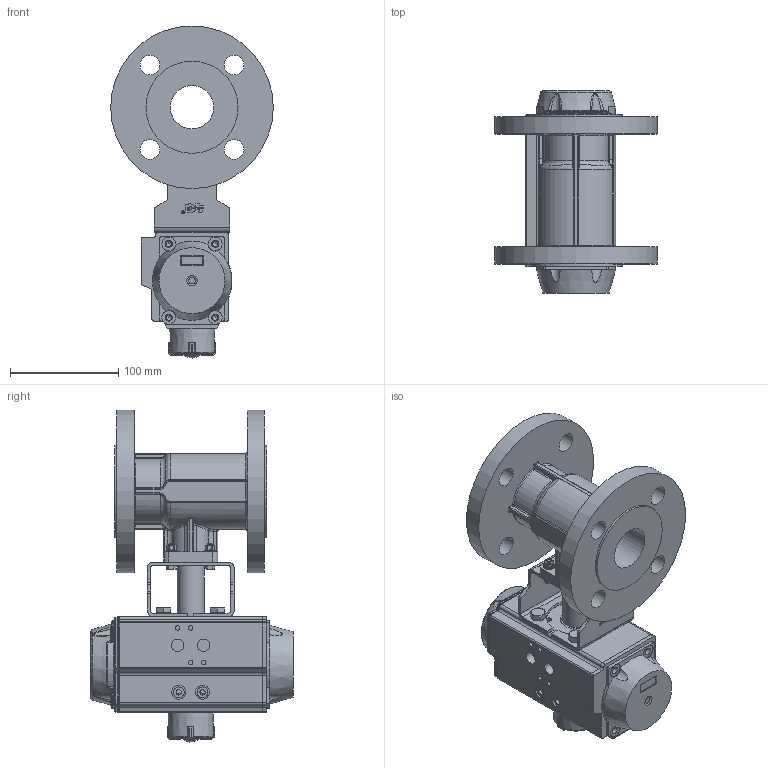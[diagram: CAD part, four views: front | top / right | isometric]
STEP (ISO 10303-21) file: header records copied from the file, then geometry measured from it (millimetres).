
FILE_DESCRIPTION(/* description */ ('Unknown'),/* implementation_level */ '2;1');
FILE_NAME(/* name */ 'PD030909-08',/* time_stamp */ '2025-02-06T09:40:54+01:00',/* author */ ('Unknown'),/* organization */ ('Unknown'),/* preprocessor_version */ 'ST-DEVELOPER v19.4',/* originating_system */ 'Solid Edge',/* authorisation */ 'Unknown');
FILE_SCHEMA (('AUTOMOTIVE_DESIGN {1 0 10303 214 3 1 1}'));
Products named in the file (18): PD030909-08; 49899011_Brücke F07-F05 Höhe 50; 49860202_Spindeladapter Edelstahl_SW14x14x15_Tasche 14x14x15; 4.150_160.040; PD03_PE02; vt65-2016-06-25; Optische Anzeige; ______; ________(___________; cup head nib bolts with large head gb_GB_FASTENER_BOLT_CHNBW M6X25-N; ____65______ ______; VT65_____________MIR; zhou65; VTE65____; DIN 933 M8x16 A2-70 BLK_EDST; DIN558 M5x20; DIN125-5_3.1.3; DIN934_M5
Assembly tree (33 placements, depth 4):
  PD030909-08
    49899011_Brücke F07-F05 Höhe 50
    49860202_Spindeladapter Edelstahl_SW14x14x15_Tasche 14x14x15
    4.150_160.040
    PD03_PE02
      vt65-2016-06-25
      Optische Anzeige
        ______
        ________(___________  x4
        cup head nib bolts with large head gb_GB_FASTENER_BOLT_CHNBW M6X25-N
      ____65______ ______  x2
      VT65_____________MIR
      zhou65
      VTE65____
    DIN 933 M8x16 A2-70 BLK_EDST  x4
    DIN558 M5x20  x4
    DIN125-5_3.1.3  x4
    DIN934_M5  x4
Bounding box: 150 x 186.5 x 306.31 mm (x, y, z)
Volume: 1556181.1 mm3; surface area: 375487 mm2
Topology: 31 solids, 31 shells, 2803 faces, 7012 edges, 4352 vertices
Faces by surface type: plane 965, cylinder 862, bspline 483, torus 305, cone 139, sphere 49
Full cylindrical faces by diameter (mm): 3 x16, 3.3 x8, 4.134 x12, 4.66 x1, 4.917 x17, 5 x5, 5.3 x4, 6 x1, 6.2 x1, 6.3 x4, 6.5 x4, 6.647 x4, 7 x4, 8 x4, 9 x4, 10 x12, 11 x1, 11.4 x1, 11.445 x2, 12 x1, 12.5 x2, 12.9 x1, 13 x6, 14 x5, 15 x1, 16.2 x18, 17 x2, 18 x8, 20 x2, 22.5 x1
Entity records: 76068 total; most frequent: CARTESIAN_POINT 27588, ORIENTED_EDGE 9740, DIRECTION 8726, EDGE_CURVE 4870, AXIS2_PLACEMENT_3D 3400, VERTEX_POINT 3216, FACE_BOUND 2562, EDGE_LOOP 2537
